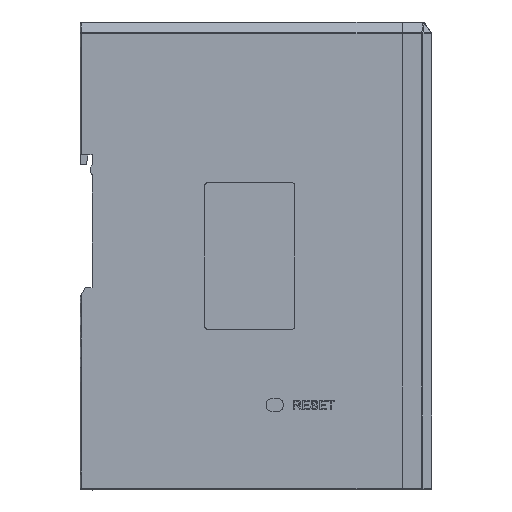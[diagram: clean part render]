
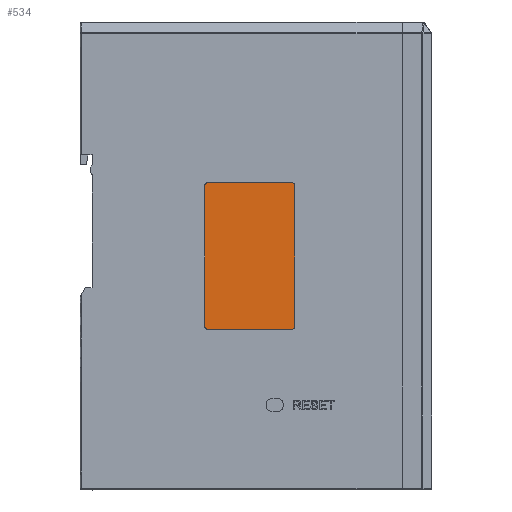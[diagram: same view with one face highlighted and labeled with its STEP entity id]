
A CAD part, left-side view. The second image highlights one B-rep face of the part: STEP entity #534.
In plain terms, the highlighted planar face has unit normal (-1, 0, 0).
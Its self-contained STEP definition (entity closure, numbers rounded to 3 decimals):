
#534=ADVANCED_FACE('',(#2241),#28030,.T.);
#2241=FACE_OUTER_BOUND('',#3970,.T.);
#3970=EDGE_LOOP('',(#7255,#7256,#7257,#7258,#7259,#7260,#7261,#7262));
#7255=ORIENTED_EDGE('',*,*,#15921,.T.);
#7256=ORIENTED_EDGE('',*,*,#15915,.T.);
#7257=ORIENTED_EDGE('',*,*,#15933,.T.);
#7258=ORIENTED_EDGE('',*,*,#15916,.T.);
#7259=ORIENTED_EDGE('',*,*,#15929,.T.);
#7260=ORIENTED_EDGE('',*,*,#15917,.T.);
#7261=ORIENTED_EDGE('',*,*,#15925,.T.);
#7262=ORIENTED_EDGE('',*,*,#15918,.T.);
#15915=EDGE_CURVE('',#25123,#25124,#21260,.T.);
#15916=EDGE_CURVE('',#25125,#25126,#21261,.T.);
#15917=EDGE_CURVE('',#25127,#25128,#21262,.T.);
#15918=EDGE_CURVE('',#25129,#25122,#21263,.T.);
#15921=EDGE_CURVE('',#25122,#25123,#19930,.T.);
#15925=EDGE_CURVE('',#25128,#25129,#19934,.T.);
#15929=EDGE_CURVE('',#25126,#25127,#19937,.T.);
#15933=EDGE_CURVE('',#25124,#25125,#19940,.T.);
#19930=(
BOUNDED_CURVE()
B_SPLINE_CURVE(2,(#37327,#37328,#37329),.UNSPECIFIED.,.F.,.F.)
B_SPLINE_CURVE_WITH_KNOTS((3,3),(-4.712,-3.142),
 .UNSPECIFIED.)
CURVE()
GEOMETRIC_REPRESENTATION_ITEM()
RATIONAL_B_SPLINE_CURVE((1.,0.707,1.))
REPRESENTATION_ITEM('')
);
#19934=(
BOUNDED_CURVE()
B_SPLINE_CURVE(2,(#37337,#37338,#37339),.UNSPECIFIED.,.F.,.F.)
B_SPLINE_CURVE_WITH_KNOTS((3,3),(-3.142,-1.571),
 .UNSPECIFIED.)
CURVE()
GEOMETRIC_REPRESENTATION_ITEM()
RATIONAL_B_SPLINE_CURVE((1.,0.707,1.))
REPRESENTATION_ITEM('')
);
#19937=(
BOUNDED_CURVE()
B_SPLINE_CURVE(2,(#37347,#37348,#37349),.UNSPECIFIED.,.F.,.F.)
B_SPLINE_CURVE_WITH_KNOTS((3,3),(-4.712,-3.142),
 .UNSPECIFIED.)
CURVE()
GEOMETRIC_REPRESENTATION_ITEM()
RATIONAL_B_SPLINE_CURVE((1.,0.707,1.))
REPRESENTATION_ITEM('')
);
#19940=(
BOUNDED_CURVE()
B_SPLINE_CURVE(2,(#37357,#37358,#37359),.UNSPECIFIED.,.F.,.F.)
B_SPLINE_CURVE_WITH_KNOTS((3,3),(-3.142,-1.571),
 .UNSPECIFIED.)
CURVE()
GEOMETRIC_REPRESENTATION_ITEM()
RATIONAL_B_SPLINE_CURVE((1.,0.707,1.))
REPRESENTATION_ITEM('')
);
#21260=B_SPLINE_CURVE_WITH_KNOTS('',1,(#37315,#37316),.UNSPECIFIED.,.F.,
 .F.,(2,2),(-38.,0.),.UNSPECIFIED.);
#21261=B_SPLINE_CURVE_WITH_KNOTS('',1,(#37317,#37318),.UNSPECIFIED.,.F.,
 .F.,(2,2),(-23.,0.),.UNSPECIFIED.);
#21262=B_SPLINE_CURVE_WITH_KNOTS('',1,(#37319,#37320),.UNSPECIFIED.,.F.,
 .F.,(2,2),(-38.,0.),.UNSPECIFIED.);
#21263=B_SPLINE_CURVE_WITH_KNOTS('',1,(#37321,#37322),.UNSPECIFIED.,.F.,
 .F.,(2,2),(-23.,0.),.UNSPECIFIED.);
#25122=VERTEX_POINT('',#35052);
#25123=VERTEX_POINT('',#35053);
#25124=VERTEX_POINT('',#35054);
#25125=VERTEX_POINT('',#35055);
#25126=VERTEX_POINT('',#35056);
#25127=VERTEX_POINT('',#35057);
#25128=VERTEX_POINT('',#35058);
#25129=VERTEX_POINT('',#35059);
#28030=PLANE('',#29454);
#29454=AXIS2_PLACEMENT_3D('',#34077,#30862,$);
#30862=DIRECTION('',(-1.,0.,0.));
#34077=CARTESIAN_POINT('',(-132.627,-56.64,-66.577));
#35052=CARTESIAN_POINT('',(-132.627,-83.74,-61.477));
#35053=CARTESIAN_POINT('',(-132.627,-84.24,-60.977));
#35054=CARTESIAN_POINT('',(-132.627,-84.24,-22.977));
#35055=CARTESIAN_POINT('',(-132.627,-83.74,-22.477));
#35056=CARTESIAN_POINT('',(-132.627,-60.74,-22.477));
#35057=CARTESIAN_POINT('',(-132.627,-60.24,-22.977));
#35058=CARTESIAN_POINT('',(-132.627,-60.24,-60.977));
#35059=CARTESIAN_POINT('',(-132.627,-60.74,-61.477));
#37315=CARTESIAN_POINT('',(-132.627,-84.24,-60.977));
#37316=CARTESIAN_POINT('',(-132.627,-84.24,-22.977));
#37317=CARTESIAN_POINT('',(-132.627,-83.74,-22.477));
#37318=CARTESIAN_POINT('',(-132.627,-60.74,-22.477));
#37319=CARTESIAN_POINT('',(-132.627,-60.24,-22.977));
#37320=CARTESIAN_POINT('',(-132.627,-60.24,-60.977));
#37321=CARTESIAN_POINT('',(-132.627,-60.74,-61.477));
#37322=CARTESIAN_POINT('',(-132.627,-83.74,-61.477));
#37327=CARTESIAN_POINT('',(-132.627,-83.74,-61.477));
#37328=CARTESIAN_POINT('',(-132.627,-84.24,-61.477));
#37329=CARTESIAN_POINT('',(-132.627,-84.24,-60.977));
#37337=CARTESIAN_POINT('',(-132.627,-60.24,-60.977));
#37338=CARTESIAN_POINT('',(-132.627,-60.24,-61.477));
#37339=CARTESIAN_POINT('',(-132.627,-60.74,-61.477));
#37347=CARTESIAN_POINT('',(-132.627,-60.74,-22.477));
#37348=CARTESIAN_POINT('',(-132.627,-60.24,-22.477));
#37349=CARTESIAN_POINT('',(-132.627,-60.24,-22.977));
#37357=CARTESIAN_POINT('',(-132.627,-84.24,-22.977));
#37358=CARTESIAN_POINT('',(-132.627,-84.24,-22.477));
#37359=CARTESIAN_POINT('',(-132.627,-83.74,-22.477));
